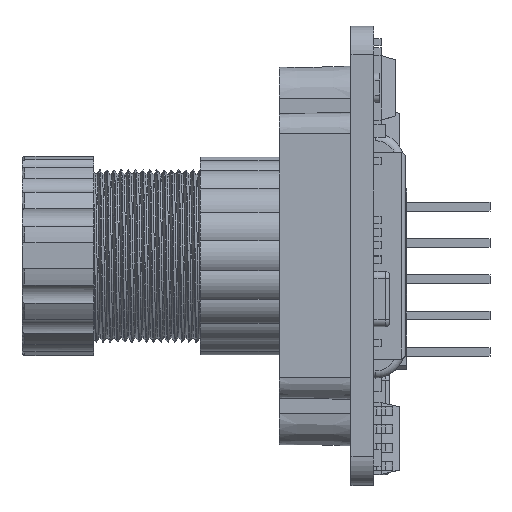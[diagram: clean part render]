
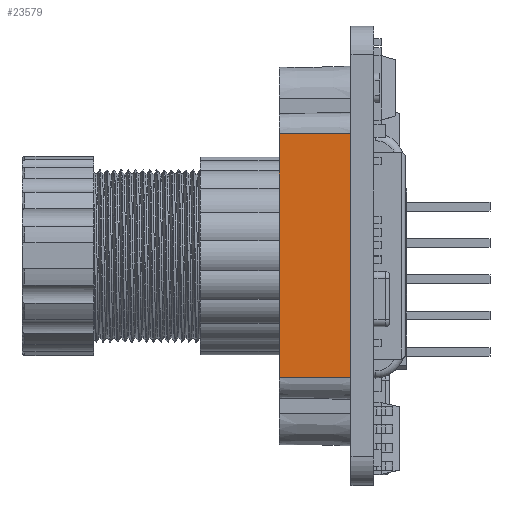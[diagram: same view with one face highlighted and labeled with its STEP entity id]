
A CAD part, top view. The second image highlights one B-rep face of the part: STEP entity #23579.
In plain terms, the highlighted face is planar.
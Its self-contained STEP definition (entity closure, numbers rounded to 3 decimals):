
#1666 = ORIENTED_EDGE ( 'NONE', *, *, #9306, .F. ) ;
#3529 = CARTESIAN_POINT ( 'NONE',  ( 8.5, 5., 10. ) ) ;
#7026 = LINE ( 'NONE', #18614, #37305 ) ;
#9306 = EDGE_CURVE ( 'NONE', #12933, #16375, #15193, .T. ) ;
#9789 = DIRECTION ( 'NONE',  ( -1., 0., 0. ) ) ;
#9932 = VERTEX_POINT ( 'NONE', #14340 ) ;
#10273 = CARTESIAN_POINT ( 'NONE',  ( -8.5, 5., 10. ) ) ;
#10411 = VECTOR ( 'NONE', #20705, 1000. ) ;
#12912 = VERTEX_POINT ( 'NONE', #27854 ) ;
#12933 = VERTEX_POINT ( 'NONE', #18756 ) ;
#13498 = EDGE_CURVE ( 'NONE', #12912, #9932, #26895, .T. ) ;
#14340 = CARTESIAN_POINT ( 'NONE',  ( -8.5, 5., 10. ) ) ;
#15193 = LINE ( 'NONE', #17857, #10411 ) ;
#15503 = EDGE_CURVE ( 'NONE', #12933, #12912, #7026, .T. ) ;
#15773 = DIRECTION ( 'NONE',  ( 0., -1., -0.017 ) ) ;
#16375 = VERTEX_POINT ( 'NONE', #27305 ) ;
#17857 = CARTESIAN_POINT ( 'NONE',  ( 8.5, 0., 9.913 ) ) ;
#18614 = CARTESIAN_POINT ( 'NONE',  ( 8.5, 0., 9.913 ) ) ;
#18756 = CARTESIAN_POINT ( 'NONE',  ( 8.5, 0., 9.913 ) ) ;
#18793 = DIRECTION ( 'NONE',  ( 0., 1., 0.017 ) ) ;
#19805 = ORIENTED_EDGE ( 'NONE', *, *, #15503, .T. ) ;
#20033 = ORIENTED_EDGE ( 'NONE', *, *, #26913, .T. ) ;
#20705 = DIRECTION ( 'NONE',  ( -1., 0., 0. ) ) ;
#22049 = PLANE ( 'NONE',  #22738 ) ;
#22239 = FACE_OUTER_BOUND ( 'NONE', #24914, .T. ) ;
#22738 = AXIS2_PLACEMENT_3D ( 'NONE', #33626, #30968, #28112 ) ;
#23579 = ADVANCED_FACE ( 'NONE', ( #22239 ), #22049, .T. ) ;
#24914 = EDGE_LOOP ( 'NONE', ( #19805, #35507, #20033, #1666 ) ) ;
#26895 = LINE ( 'NONE', #3529, #35416 ) ;
#26913 = EDGE_CURVE ( 'NONE', #9932, #16375, #36846, .T. ) ;
#27305 = CARTESIAN_POINT ( 'NONE',  ( -8.5, 0., 9.913 ) ) ;
#27854 = CARTESIAN_POINT ( 'NONE',  ( 8.5, 5., 10. ) ) ;
#28112 = DIRECTION ( 'NONE',  ( 1., 0., 0. ) ) ;
#28304 = VECTOR ( 'NONE', #15773, 1000. ) ;
#30968 = DIRECTION ( 'NONE',  ( 0., -0.017, 1. ) ) ;
#33626 = CARTESIAN_POINT ( 'NONE',  ( -11.418, 5., 10. ) ) ;
#35416 = VECTOR ( 'NONE', #9789, 1000. ) ;
#35507 = ORIENTED_EDGE ( 'NONE', *, *, #13498, .T. ) ;
#36846 = LINE ( 'NONE', #10273, #28304 ) ;
#37305 = VECTOR ( 'NONE', #18793, 1000. ) ;
